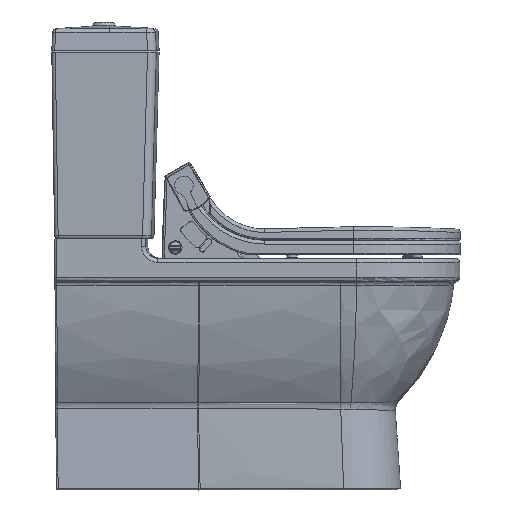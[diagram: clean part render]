
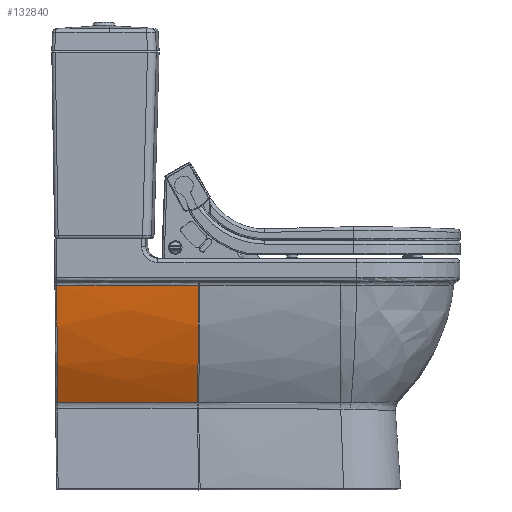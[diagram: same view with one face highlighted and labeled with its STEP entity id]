
A CAD part, front view. The second image highlights one B-rep face of the part: STEP entity #132840.
In plain terms, the highlighted free-form (B-spline) face has degree [5, 5] with [9, 6] control points.
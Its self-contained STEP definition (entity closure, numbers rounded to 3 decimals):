
#4062=CARTESIAN_POINT('',(248.959,-172.749,-46.113));
#4063=VERTEX_POINT('',#4062);
#4070=CARTESIAN_POINT('',(246.37,-110.4,-249.084));
#4071=VERTEX_POINT('',#4070);
#4072=CARTESIAN_POINT('',(246.37,-110.4,-249.084));
#4073=CARTESIAN_POINT('',(247.27,-131.939,-212.06));
#4074=CARTESIAN_POINT('',(247.992,-149.242,-172.568));
#4075=CARTESIAN_POINT('',(248.519,-161.933,-131.254));
#4076=CARTESIAN_POINT('',(248.842,-169.786,-88.854));
#4077=CARTESIAN_POINT('',(248.959,-172.749,-46.113));
#4078=B_SPLINE_CURVE_WITH_KNOTS('',5,(#4072,#4073,#4074,#4075,#4076,#4077),.UNSPECIFIED.,.F.,.U.,(6,6),(-1298.621,-1068.833),.UNSPECIFIED.);
#4079=EDGE_CURVE('',#4071,#4063,#4078,.T.);
#45028=CARTESIAN_POINT('',(246.364,-110.4,-249.084));
#45029=VERTEX_POINT('',#45028);
#45030=CARTESIAN_POINT('',(246.364,-110.4,-249.084));
#45031=DIRECTION('',(1.,0.,0.));
#45032=VECTOR('',#45031,0.006);
#45033=LINE('',#45030,#45032);
#45034=EDGE_CURVE('',#45029,#4071,#45033,.T.);
#99372=CARTESIAN_POINT('',(4.904,-110.522,-249.011));
#99373=VERTEX_POINT('',#99372);
#99397=CARTESIAN_POINT('',(4.904,-110.522,-249.011));
#99398=CARTESIAN_POINT('',(24.291,-110.511,-249.018));
#99399=CARTESIAN_POINT('',(43.665,-110.498,-249.025));
#99400=CARTESIAN_POINT('',(63.021,-110.482,-249.034));
#99401=CARTESIAN_POINT('',(91.244,-110.462,-249.046));
#99402=CARTESIAN_POINT('',(119.826,-110.445,-249.057));
#99403=CARTESIAN_POINT('',(128.757,-110.44,-249.059));
#99404=CARTESIAN_POINT('',(157.117,-110.426,-249.068));
#99405=CARTESIAN_POINT('',(185.816,-110.417,-249.074));
#99406=CARTESIAN_POINT('',(205.846,-110.412,-249.077));
#99407=CARTESIAN_POINT('',(226.107,-110.407,-249.08));
#99408=CARTESIAN_POINT('',(246.364,-110.4,-249.084));
#99409=B_SPLINE_CURVE_WITH_KNOTS('',5,(#99397,#99398,#99399,#99400,#99401,#99402,#99403,#99404,#99405,#99406,#99407,#99408),.UNSPECIFIED.,.F.,.U.,(6,3,3,6),(75.375,217.23,278.893,417.783),.UNSPECIFIED.);
#99410=EDGE_CURVE('',#99373,#45029,#99409,.T.);
#125748=CARTESIAN_POINT('',(3.578,-175.505,-46.05));
#125749=VERTEX_POINT('',#125748);
#125757=CARTESIAN_POINT('',(248.959,-172.749,-46.113));
#125758=CARTESIAN_POINT('',(236.208,-172.89,-46.109));
#125759=CARTESIAN_POINT('',(223.404,-173.032,-46.104));
#125760=CARTESIAN_POINT('',(210.573,-173.174,-46.098));
#125761=CARTESIAN_POINT('',(186.382,-173.441,-46.088));
#125762=CARTESIAN_POINT('',(162.053,-173.712,-46.08));
#125763=CARTESIAN_POINT('',(150.551,-173.841,-46.076));
#125764=CARTESIAN_POINT('',(114.587,-174.245,-46.067));
#125765=CARTESIAN_POINT('',(78.202,-174.659,-46.062));
#125766=CARTESIAN_POINT('',(53.476,-174.942,-46.06));
#125767=CARTESIAN_POINT('',(28.536,-175.224,-46.056));
#125768=CARTESIAN_POINT('',(3.578,-175.505,-46.05));
#125769=B_SPLINE_CURVE_WITH_KNOTS('',5,(#125757,#125758,#125759,#125760,#125761,#125762,#125763,#125764,#125765,#125766,#125767,#125768),.UNSPECIFIED.,.F.,.U.,(6,3,3,6),(-488.978,-396.807,-315.573,-142.358),.UNSPECIFIED.);
#125770=EDGE_CURVE('',#4063,#125749,#125769,.T.);
#132770=CARTESIAN_POINT('',(248.959,-172.754,-46.033));
#132771=CARTESIAN_POINT('',(225.384,-173.016,-46.035));
#132772=CARTESIAN_POINT('',(201.439,-173.279,-46.038));
#132773=CARTESIAN_POINT('',(177.53,-173.542,-46.041));
#132774=CARTESIAN_POINT('',(129.119,-174.082,-46.046));
#132775=CARTESIAN_POINT('',(79.114,-174.65,-46.047));
#132776=CARTESIAN_POINT('',(54.074,-174.936,-46.047));
#132777=CARTESIAN_POINT('',(28.834,-175.222,-46.048));
#132778=CARTESIAN_POINT('',(3.578,-175.505,-46.05));
#132779=CARTESIAN_POINT('',(248.843,-169.797,-88.789));
#132780=CARTESIAN_POINT('',(225.139,-169.99,-88.808));
#132781=CARTESIAN_POINT('',(201.074,-170.165,-88.834));
#132782=CARTESIAN_POINT('',(177.081,-170.342,-88.86));
#132783=CARTESIAN_POINT('',(128.604,-170.759,-88.893));
#132784=CARTESIAN_POINT('',(78.725,-171.268,-88.903));
#132785=CARTESIAN_POINT('',(53.791,-171.537,-88.904));
#132786=CARTESIAN_POINT('',(28.681,-171.787,-88.911));
#132787=CARTESIAN_POINT('',(3.559,-172.019,-88.925));
#132788=CARTESIAN_POINT('',(248.52,-161.948,-131.207));
#132789=CARTESIAN_POINT('',(224.48,-162.079,-131.234));
#132790=CARTESIAN_POINT('',(200.121,-162.183,-131.271));
#132791=CARTESIAN_POINT('',(175.944,-162.289,-131.308));
#132792=CARTESIAN_POINT('',(127.336,-162.589,-131.355));
#132793=CARTESIAN_POINT('',(77.774,-163.013,-131.37));
#132794=CARTESIAN_POINT('',(53.101,-163.245,-131.371));
#132795=CARTESIAN_POINT('',(28.313,-163.45,-131.381));
#132796=CARTESIAN_POINT('',(3.513,-163.626,-131.401));
#132797=CARTESIAN_POINT('',(247.992,-149.256,-172.538));
#132798=CARTESIAN_POINT('',(223.412,-149.335,-172.564));
#132799=CARTESIAN_POINT('',(198.586,-149.385,-172.601));
#132800=CARTESIAN_POINT('',(174.125,-149.439,-172.637));
#132801=CARTESIAN_POINT('',(125.324,-149.632,-172.684));
#132802=CARTESIAN_POINT('',(76.27,-149.944,-172.698));
#132803=CARTESIAN_POINT('',(52.01,-150.12,-172.699));
#132804=CARTESIAN_POINT('',(27.732,-150.269,-172.71));
#132805=CARTESIAN_POINT('',(3.441,-150.389,-172.73));
#132806=CARTESIAN_POINT('',(247.27,-131.947,-212.046));
#132807=CARTESIAN_POINT('',(221.954,-131.984,-212.064));
#132808=CARTESIAN_POINT('',(196.496,-132.,-212.089));
#132809=CARTESIAN_POINT('',(171.657,-132.019,-212.114));
#132810=CARTESIAN_POINT('',(122.604,-132.115,-212.146));
#132811=CARTESIAN_POINT('',(74.239,-132.293,-212.156));
#132812=CARTESIAN_POINT('',(50.537,-132.395,-212.156));
#132813=CARTESIAN_POINT('',(26.948,-132.478,-212.164));
#132814=CARTESIAN_POINT('',(3.344,-132.542,-212.177));
#132815=CARTESIAN_POINT('',(246.37,-110.4,-249.084));
#132816=CARTESIAN_POINT('',(220.139,-110.404,-249.086));
#132817=CARTESIAN_POINT('',(193.898,-110.406,-249.089));
#132818=CARTESIAN_POINT('',(168.594,-110.408,-249.092));
#132819=CARTESIAN_POINT('',(119.234,-110.42,-249.096));
#132820=CARTESIAN_POINT('',(71.725,-110.441,-249.097));
#132821=CARTESIAN_POINT('',(48.715,-110.453,-249.097));
#132822=CARTESIAN_POINT('',(25.979,-110.463,-249.098));
#132823=CARTESIAN_POINT('',(3.224,-110.47,-249.1));
#132824=B_SPLINE_SURFACE_WITH_KNOTS('',5,5,((#132770,#132779,#132788,#132797,#132806,#132815),(#132771,#132780,#132789,#132798,#132807,#132816),(#132772,#132781,#132790,#132799,#132808,#132817),(#132773,#132782,#132791,#132800,#132809,#132818),(#132774,#132783,#132792,#132801,#132810,#132819),(#132775,#132784,#132793,#132802,#132811,#132820),(#132776,#132785,#132794,#132803,#132812,#132821),(#132777,#132786,#132795,#132804,#132813,#132822),(#132778,#132787,#132796,#132805,#132814,#132823)),.UNSPECIFIED.,.F.,.F.,.U.,(6,3,6),(6,6),(0.0,123.057,244.607),(1068.746,1298.621),.UNSPECIFIED.);
#132825=ORIENTED_EDGE('',*,*,#125770,.T.);
#132826=CARTESIAN_POINT('',(3.578,-175.505,-46.05));
#132827=CARTESIAN_POINT('',(3.859,-172.017,-88.904));
#132828=CARTESIAN_POINT('',(4.137,-163.629,-131.36));
#132829=CARTESIAN_POINT('',(4.407,-150.402,-172.669));
#132830=CARTESIAN_POINT('',(4.664,-132.571,-212.101));
#132831=CARTESIAN_POINT('',(4.904,-110.522,-249.011));
#132832=B_SPLINE_CURVE_WITH_KNOTS('',5,(#132826,#132827,#132828,#132829,#132830,#132831),.UNSPECIFIED.,.F.,.U.,(6,6),(224.647,538.375),.UNSPECIFIED.);
#132833=EDGE_CURVE('',#125749,#99373,#132832,.T.);
#132834=ORIENTED_EDGE('',*,*,#132833,.T.);
#132835=ORIENTED_EDGE('',*,*,#99410,.T.);
#132836=ORIENTED_EDGE('',*,*,#45034,.T.);
#132837=ORIENTED_EDGE('',*,*,#4079,.T.);
#132838=EDGE_LOOP('',(#132825,#132834,#132835,#132836,#132837));
#132839=FACE_OUTER_BOUND('',#132838,.T.);
#132840=ADVANCED_FACE('',(#132839),#132824,.T.);
